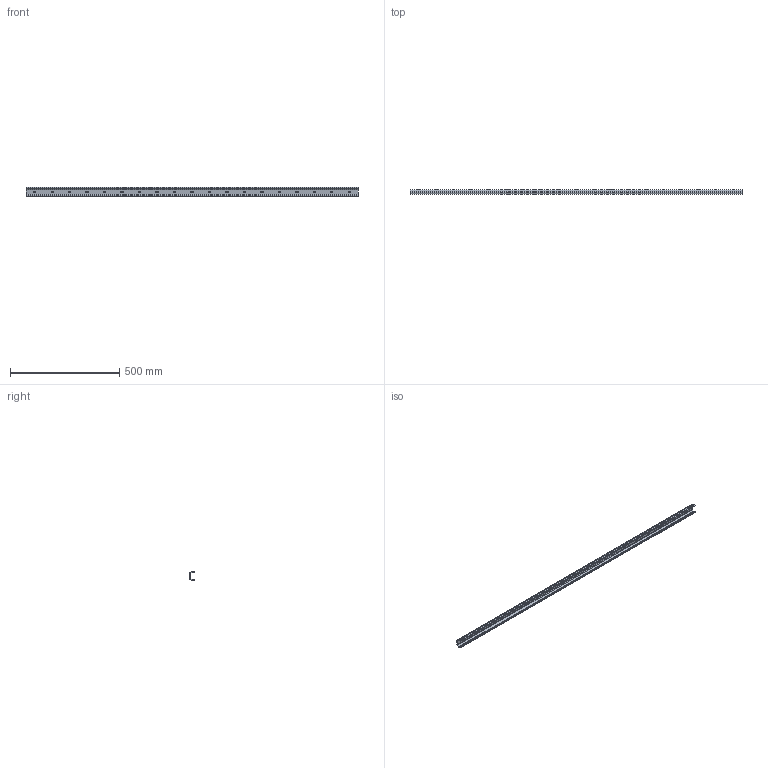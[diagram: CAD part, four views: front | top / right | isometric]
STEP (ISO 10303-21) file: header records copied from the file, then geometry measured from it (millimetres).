
FILE_DESCRIPTION (( 'STEP AP214' ), '1' );
FILE_NAME ('S-LBX 45-1520.STEP', '2023-11-14T08:11:32', ( '' ), ( '' ), 'SwSTEP 2.0', 'SolidWorks 2020', '' );
FILE_SCHEMA (( 'AUTOMOTIVE_DESIGN' ));
Length unit declared in the file: millimetre
Products named in the file (1): S-LBX 45-1520
Bounding box: 1520 x 22.67 x 45.14 mm (x, y, z)
Volume: 425775.3 mm3; surface area: 226056.5 mm2
Topology: 1 solids, 1 shells, 107 faces, 315 edges, 210 vertices
Faces by surface type: plane 54, cylinder 53
Entity records: 3705 total; most frequent: DIRECTION 637, CARTESIAN_POINT 633, ORIENTED_EDGE 630, EDGE_CURVE 315, AXIS2_PLACEMENT_3D 214, VERTEX_POINT 210, VECTOR 209, LINE 209
